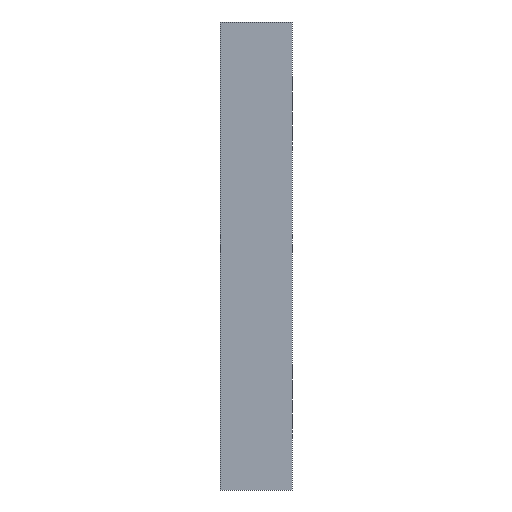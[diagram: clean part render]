
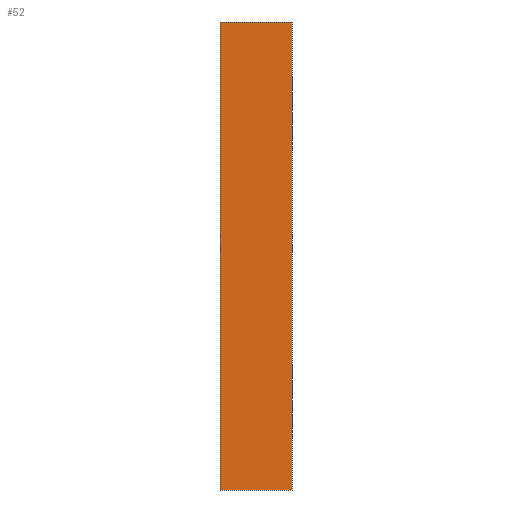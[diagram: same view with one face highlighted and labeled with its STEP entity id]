
A CAD part, front view. The second image highlights one B-rep face of the part: STEP entity #52.
In plain terms, the highlighted planar face has unit normal (0, -1, 0).
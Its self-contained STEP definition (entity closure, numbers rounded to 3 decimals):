
#43=FACE_OUTER_BOUND('',#137,.T.);
#52=ADVANCED_FACE('',(#43),#71,.T.);
#71=PLANE('',#303);
#86=LINE('',#438,#100);
#87=LINE('',#440,#101);
#88=LINE('',#442,#102);
#89=LINE('',#444,#103);
#100=VECTOR('',#348,1.);
#101=VECTOR('',#351,1.);
#102=VECTOR('',#352,1.);
#103=VECTOR('',#353,1.);
#137=EDGE_LOOP('',(#178,#179,#180,#181));
#178=ORIENTED_EDGE('',*,*,#261,.F.);
#179=ORIENTED_EDGE('',*,*,#260,.F.);
#180=ORIENTED_EDGE('',*,*,#262,.T.);
#181=ORIENTED_EDGE('',*,*,#263,.T.);
#234=VERTEX_POINT('',#435);
#235=VERTEX_POINT('',#437);
#236=VERTEX_POINT('',#441);
#237=VERTEX_POINT('',#443);
#260=EDGE_CURVE('',#235,#234,#86,.T.);
#261=EDGE_CURVE('',#234,#236,#87,.T.);
#262=EDGE_CURVE('',#235,#237,#88,.T.);
#263=EDGE_CURVE('',#237,#236,#89,.T.);
#303=AXIS2_PLACEMENT_3D('',#445,#354,#355);
#348=DIRECTION('',(-1.,0.,0.));
#351=DIRECTION('',(0.,0.,1.));
#352=DIRECTION('',(0.,0.,1.));
#353=DIRECTION('',(-1.,0.,0.));
#354=DIRECTION('',(0.,-1.,0.));
#355=DIRECTION('',(0.,0.,-1.));
#435=CARTESIAN_POINT('',(0.,0.,-13.));
#437=CARTESIAN_POINT('',(2.,0.,-13.));
#438=CARTESIAN_POINT('',(2.,0.,-13.));
#440=CARTESIAN_POINT('',(0.,0.,-13.));
#441=CARTESIAN_POINT('',(0.,0.,0.));
#442=CARTESIAN_POINT('',(2.,0.,-13.));
#443=CARTESIAN_POINT('',(2.,0.,0.));
#444=CARTESIAN_POINT('',(2.,0.,0.));
#445=CARTESIAN_POINT('',(2.,0.,-13.));
